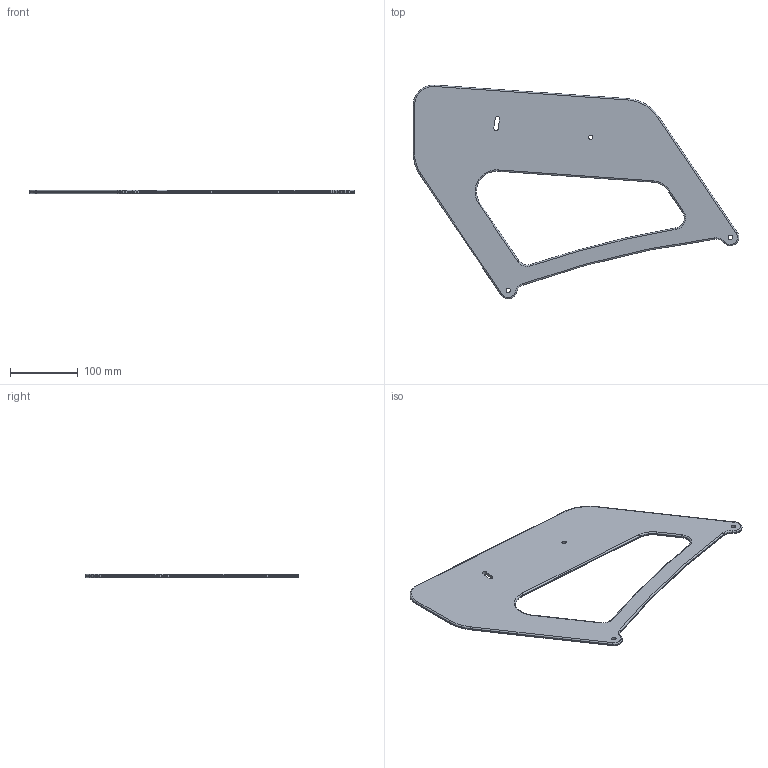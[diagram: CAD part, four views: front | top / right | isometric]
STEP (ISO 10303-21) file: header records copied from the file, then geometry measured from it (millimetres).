
FILE_DESCRIPTION((''),'2;1');
FILE_NAME('DERIVE','2021-01-10T',('lionel'),(''),'PRO/ENGINEER BY PARAMETRIC TECHNOLOGY CORPORATION, 2014000','PRO/ENGINEER BY PARAMETRIC TECHNOLOGY CORPORATION, 2014000','');
FILE_SCHEMA(('CONFIG_CONTROL_DESIGN'));
Length unit declared in the file: millimetre
Products named in the file (1): DERIVE
Bounding box: 479.18 x 314.55 x 5 mm (x, y, z)
Volume: 344007.1 mm3; surface area: 146224.3 mm2
Topology: 1 solids, 1 shells, 72 faces, 170 edges, 100 vertices
Faces by surface type: cylinder 37, torus 26, plane 9
Entity records: 2144 total; most frequent: DIRECTION 426, CARTESIAN_POINT 342, ORIENTED_EDGE 340, AXIS2_PLACEMENT_3D 184, EDGE_CURVE 170, CIRCLE 112, VERTEX_POINT 100, EDGE_LOOP 82
